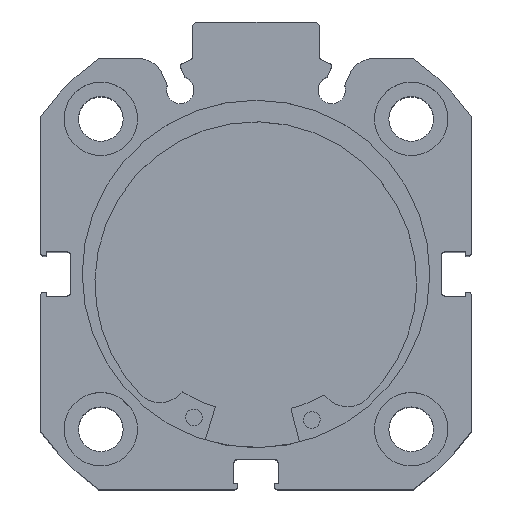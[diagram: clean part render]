
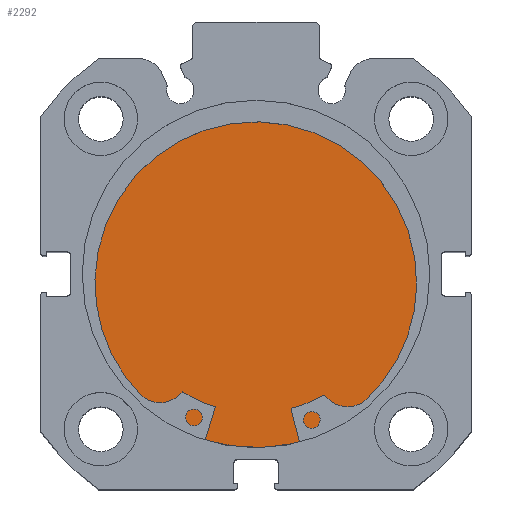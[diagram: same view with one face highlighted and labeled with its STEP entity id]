
A CAD part, top view. The second image highlights one B-rep face of the part: STEP entity #2292.
In plain terms, the highlighted face is planar.
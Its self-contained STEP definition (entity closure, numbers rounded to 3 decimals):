
#416 = EDGE_LOOP ( 'NONE', ( #437, #434 ) ) ;
#434 = ORIENTED_EDGE ( 'NONE', *, *, #6386, .F. ) ;
#437 = ORIENTED_EDGE ( 'NONE', *, *, #6383, .F. ) ;
#2292 = ADVANCED_FACE ( 'NONE', ( #2446 ), #5128, .F. ) ;
#2446 = FACE_OUTER_BOUND ( 'NONE', #416, .T. ) ;
#2945 = CIRCLE ( 'NONE', #6870, 26. ) ;
#2949 = CIRCLE ( 'NONE', #6871, 26. ) ;
#3334 = CARTESIAN_POINT ( 'NONE',  ( 9., 0., 0. ) ) ;
#3337 = CARTESIAN_POINT ( 'NONE',  ( 9., 0., 0. ) ) ;
#3341 = DIRECTION ( 'NONE',  ( -1., 0., 0. ) ) ;
#3342 = DIRECTION ( 'NONE',  ( 0., 0., 1. ) ) ;
#3348 = DIRECTION ( 'NONE',  ( -1., 0., 0. ) ) ;
#3349 = DIRECTION ( 'NONE',  ( 0., 0., 1. ) ) ;
#3863 = VERTEX_POINT ( 'NONE', #5735 ) ;
#3867 = VERTEX_POINT ( 'NONE', #5738 ) ;
#5117 = CARTESIAN_POINT ( 'NONE',  ( 9., 26., 0. ) ) ;
#5128 = PLANE ( 'NONE',  #6642 ) ;
#5134 = DIRECTION ( 'NONE',  ( -1., 0., 0. ) ) ;
#5135 = DIRECTION ( 'NONE',  ( 0., 0., 1. ) ) ;
#5735 = CARTESIAN_POINT ( 'NONE',  ( 9., 0., 26. ) ) ;
#5738 = CARTESIAN_POINT ( 'NONE',  ( 9., 0., -26. ) ) ;
#6383 = EDGE_CURVE ( 'NONE', #3863, #3867, #2945, .T. ) ;
#6386 = EDGE_CURVE ( 'NONE', #3867, #3863, #2949, .T. ) ;
#6642 = AXIS2_PLACEMENT_3D ( 'NONE', #5117, #5134, #5135 ) ;
#6870 = AXIS2_PLACEMENT_3D ( 'NONE', #3334, #3341, #3342 ) ;
#6871 = AXIS2_PLACEMENT_3D ( 'NONE', #3337, #3348, #3349 ) ;
